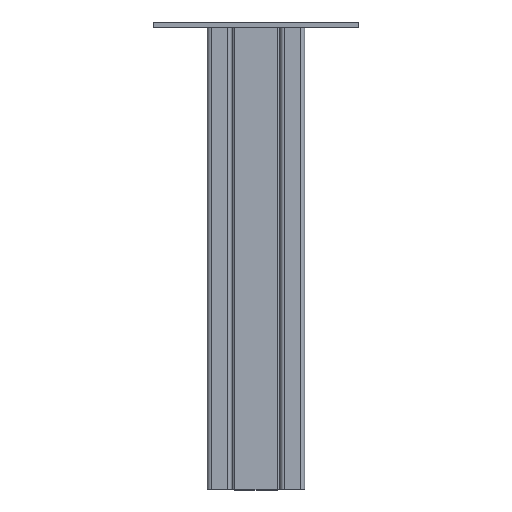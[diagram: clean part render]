
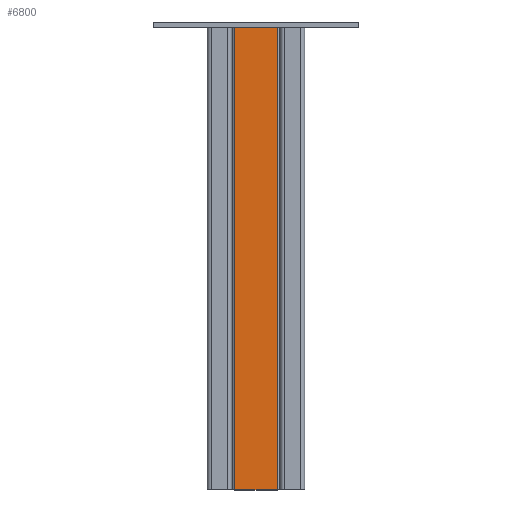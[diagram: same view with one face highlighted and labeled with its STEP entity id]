
A CAD part, top view. The second image highlights one B-rep face of the part: STEP entity #6800.
In plain terms, the highlighted planar face has unit normal (0, 0, 1).
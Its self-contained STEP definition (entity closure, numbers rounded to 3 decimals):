
#541 = VECTOR ( 'NONE', #2158, 1000. ) ;
#781 = ORIENTED_EDGE ( 'NONE', *, *, #4685, .F. ) ;
#786 = VERTEX_POINT ( 'NONE', #5587 ) ;
#1456 = CARTESIAN_POINT ( 'NONE',  ( 22.5, -501., 25. ) ) ;
#2158 = DIRECTION ( 'NONE',  ( -1., 0., 0. ) ) ;
#2547 = VECTOR ( 'NONE', #6414, 1000. ) ;
#2838 = PLANE ( 'NONE',  #8406 ) ;
#3503 = VERTEX_POINT ( 'NONE', #4464 ) ;
#3521 = DIRECTION ( 'NONE',  ( 1., 0., 0. ) ) ;
#3754 = CARTESIAN_POINT ( 'NONE',  ( -22.5, -6., 25. ) ) ;
#4040 = VERTEX_POINT ( 'NONE', #3754 ) ;
#4182 = DIRECTION ( 'NONE',  ( 0., -1., 0. ) ) ;
#4464 = CARTESIAN_POINT ( 'NONE',  ( 22.5, -6., 25. ) ) ;
#4685 = EDGE_CURVE ( 'NONE', #8837, #786, #5978, .T. ) ;
#4832 = ORIENTED_EDGE ( 'NONE', *, *, #6758, .T. ) ;
#4891 = EDGE_CURVE ( 'NONE', #3503, #8837, #7852, .T. ) ;
#4927 = VECTOR ( 'NONE', #4182, 1000. ) ;
#5090 = CARTESIAN_POINT ( 'NONE',  ( 22.5, -501., 25. ) ) ;
#5326 = LINE ( 'NONE', #7159, #7117 ) ;
#5587 = CARTESIAN_POINT ( 'NONE',  ( -22.5, -501., 25. ) ) ;
#5724 = CARTESIAN_POINT ( 'NONE',  ( 22.5, -6., 25. ) ) ;
#5814 = DIRECTION ( 'NONE',  ( -1., 0., 0. ) ) ;
#5978 = LINE ( 'NONE', #1456, #541 ) ;
#6150 = CARTESIAN_POINT ( 'NONE',  ( 22.5, -6., 25. ) ) ;
#6194 = EDGE_LOOP ( 'NONE', ( #781, #7834, #4832, #7143 ) ) ;
#6414 = DIRECTION ( 'NONE',  ( 0., -1., 0. ) ) ;
#6692 = LINE ( 'NONE', #8836, #4927 ) ;
#6758 = EDGE_CURVE ( 'NONE', #3503, #4040, #5326, .T. ) ;
#6800 = ADVANCED_FACE ( 'NONE', ( #6899 ), #2838, .T. ) ;
#6831 = EDGE_CURVE ( 'NONE', #4040, #786, #6692, .T. ) ;
#6899 = FACE_OUTER_BOUND ( 'NONE', #6194, .T. ) ;
#7117 = VECTOR ( 'NONE', #5814, 1000. ) ;
#7143 = ORIENTED_EDGE ( 'NONE', *, *, #6831, .T. ) ;
#7159 = CARTESIAN_POINT ( 'NONE',  ( 22.5, -6., 25. ) ) ;
#7483 = DIRECTION ( 'NONE',  ( 0., 0., 1. ) ) ;
#7834 = ORIENTED_EDGE ( 'NONE', *, *, #4891, .F. ) ;
#7852 = LINE ( 'NONE', #5724, #2547 ) ;
#8406 = AXIS2_PLACEMENT_3D ( 'NONE', #6150, #7483, #3521 ) ;
#8836 = CARTESIAN_POINT ( 'NONE',  ( -22.5, -6., 25. ) ) ;
#8837 = VERTEX_POINT ( 'NONE', #5090 ) ;
